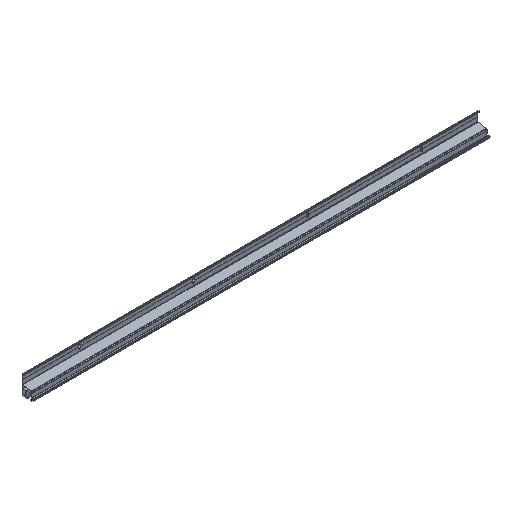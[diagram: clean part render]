
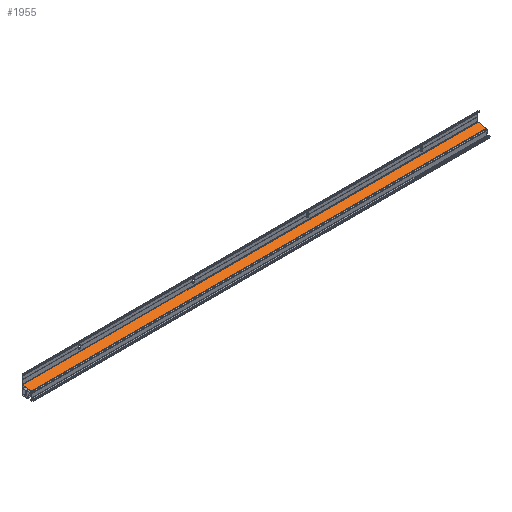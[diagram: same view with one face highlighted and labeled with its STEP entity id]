
A CAD part, isometric view. The second image highlights one B-rep face of the part: STEP entity #1955.
In plain terms, the highlighted planar face has unit normal (0, -0.257, 0.966).
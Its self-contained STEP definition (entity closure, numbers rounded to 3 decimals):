
#215=FACE_OUTER_BOUND('',#309,.T.);
#309=EDGE_LOOP('',(#1778,#1779,#1780,#1781));
#414=LINE('',#2752,#622);
#537=LINE('',#3068,#745);
#559=LINE('',#3122,#767);
#592=LINE('',#3209,#800);
#622=VECTOR('',#2198,10.);
#745=VECTOR('',#2499,10.);
#767=VECTOR('',#2551,10.);
#800=VECTOR('',#2654,10.);
#844=VERTEX_POINT('',#2749);
#845=VERTEX_POINT('',#2751);
#949=VERTEX_POINT('',#3066);
#966=VERTEX_POINT('',#3120);
#1028=EDGE_CURVE('',#845,#844,#414,.T.);
#1188=EDGE_CURVE('',#949,#844,#537,.T.);
#1216=EDGE_CURVE('',#949,#966,#559,.T.);
#1260=EDGE_CURVE('',#966,#845,#592,.T.);
#1778=ORIENTED_EDGE('',*,*,#1028,.T.);
#1779=ORIENTED_EDGE('',*,*,#1188,.F.);
#1780=ORIENTED_EDGE('',*,*,#1216,.T.);
#1781=ORIENTED_EDGE('',*,*,#1260,.T.);
#1866=PLANE('',#2133);
#1955=ADVANCED_FACE('',(#215),#1866,.T.);
#2133=AXIS2_PLACEMENT_3D('',#3208,#2652,#2653);
#2198=DIRECTION('',(0.,0.966,0.257));
#2499=DIRECTION('',(1.,0.,0.));
#2551=DIRECTION('',(0.,-0.966,-0.257));
#2652=DIRECTION('center_axis',(0.,-0.257,0.966));
#2653=DIRECTION('ref_axis',(1.,0.,0.));
#2654=DIRECTION('',(1.,0.,0.));
#2749=CARTESIAN_POINT('',(997.,-3.,44.5));
#2751=CARTESIAN_POINT('',(997.,-40.289,34.577));
#2752=CARTESIAN_POINT('',(997.,-7.129,43.401));
#3066=CARTESIAN_POINT('',(-1000.,-3.,44.5));
#3068=CARTESIAN_POINT('',(-1000.,-3.,44.5));
#3120=CARTESIAN_POINT('',(-1000.,-40.289,34.577));
#3122=CARTESIAN_POINT('',(-1000.,-3.,44.5));
#3208=CARTESIAN_POINT('Origin',(0.,-3.,44.5));
#3209=CARTESIAN_POINT('',(-1000.,-40.289,34.577));
